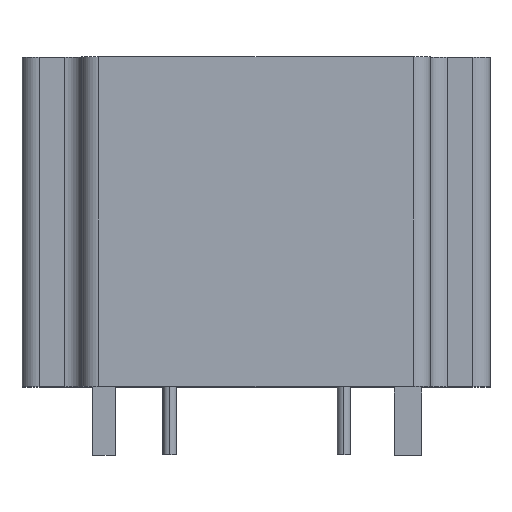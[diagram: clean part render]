
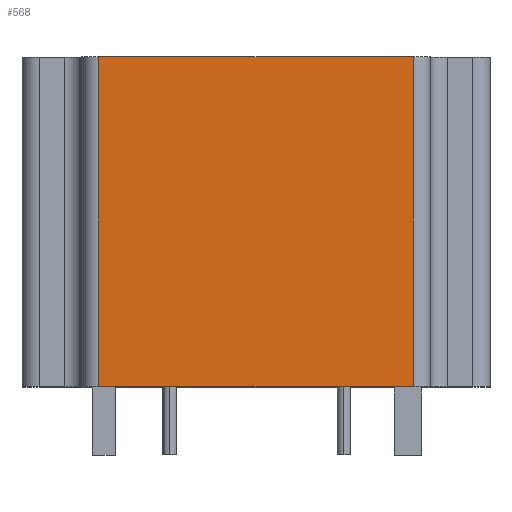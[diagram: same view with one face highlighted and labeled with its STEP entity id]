
A CAD part, top view. The second image highlights one B-rep face of the part: STEP entity #568.
In plain terms, the highlighted planar face has unit normal (0, 0, 1).
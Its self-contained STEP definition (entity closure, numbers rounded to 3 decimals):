
#43 = VECTOR ( 'NONE', #302, 1000. ) ;
#75 = DIRECTION ( 'NONE',  ( 0., -1., 0. ) ) ;
#134 = CARTESIAN_POINT ( 'NONE',  ( -9.2, 19.3, 15.85 ) ) ;
#233 = DIRECTION ( 'NONE',  ( -1., 0., 0. ) ) ;
#299 = VERTEX_POINT ( 'NONE', #398 ) ;
#302 = DIRECTION ( 'NONE',  ( 1., 0., 0. ) ) ;
#304 = CARTESIAN_POINT ( 'NONE',  ( -10.2, 0., 15.85 ) ) ;
#329 = VECTOR ( 'NONE', #590, 1000. ) ;
#344 = EDGE_LOOP ( 'NONE', ( #1047, #616, #378, #770 ) ) ;
#378 = ORIENTED_EDGE ( 'NONE', *, *, #438, .T. ) ;
#384 = EDGE_CURVE ( 'NONE', #932, #780, #664, .T. ) ;
#395 = EDGE_CURVE ( 'NONE', #932, #299, #647, .T. ) ;
#398 = CARTESIAN_POINT ( 'NONE',  ( -9.2, 0., 15.85 ) ) ;
#438 = EDGE_CURVE ( 'NONE', #299, #737, #977, .T. ) ;
#455 = EDGE_CURVE ( 'NONE', #737, #780, #952, .T. ) ;
#499 = FACE_OUTER_BOUND ( 'NONE', #344, .T. ) ;
#532 = VECTOR ( 'NONE', #1056, 1000. ) ;
#560 = CARTESIAN_POINT ( 'NONE',  ( 9.2, 19.3, 15.85 ) ) ;
#568 = ADVANCED_FACE ( 'NONE', ( #499 ), #942, .F. ) ;
#584 = VECTOR ( 'NONE', #75, 1000. ) ;
#590 = DIRECTION ( 'NONE',  ( 0., 1., 0. ) ) ;
#616 = ORIENTED_EDGE ( 'NONE', *, *, #395, .T. ) ;
#647 = LINE ( 'NONE', #769, #584 ) ;
#664 = LINE ( 'NONE', #854, #43 ) ;
#695 = DIRECTION ( 'NONE',  ( 0., 0., -1. ) ) ;
#713 = CARTESIAN_POINT ( 'NONE',  ( 9.2, 0., 15.85 ) ) ;
#737 = VERTEX_POINT ( 'NONE', #713 ) ;
#765 = CARTESIAN_POINT ( 'NONE',  ( -10.2, 19.3, 15.85 ) ) ;
#769 = CARTESIAN_POINT ( 'NONE',  ( -9.2, 19.3, 15.85 ) ) ;
#770 = ORIENTED_EDGE ( 'NONE', *, *, #455, .T. ) ;
#780 = VERTEX_POINT ( 'NONE', #560 ) ;
#854 = CARTESIAN_POINT ( 'NONE',  ( -10.2, 19.3, 15.85 ) ) ;
#911 = CARTESIAN_POINT ( 'NONE',  ( 9.2, 19.3, 15.85 ) ) ;
#932 = VERTEX_POINT ( 'NONE', #134 ) ;
#942 = PLANE ( 'NONE',  #1033 ) ;
#952 = LINE ( 'NONE', #911, #329 ) ;
#977 = LINE ( 'NONE', #304, #532 ) ;
#1033 = AXIS2_PLACEMENT_3D ( 'NONE', #765, #695, #233 ) ;
#1047 = ORIENTED_EDGE ( 'NONE', *, *, #384, .F. ) ;
#1056 = DIRECTION ( 'NONE',  ( 1., 0., 0. ) ) ;
